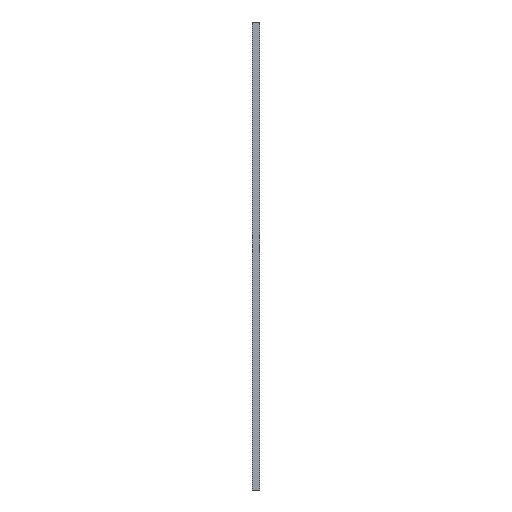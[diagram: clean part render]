
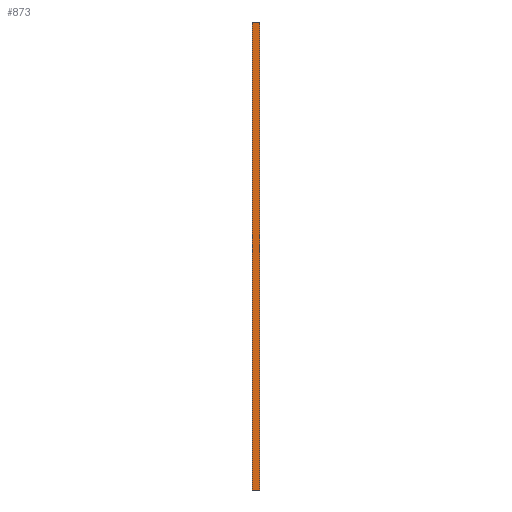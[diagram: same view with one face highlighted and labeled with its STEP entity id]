
A CAD part, left-side view. The second image highlights one B-rep face of the part: STEP entity #873.
In plain terms, the highlighted planar face has unit normal (-1, 0, 0).
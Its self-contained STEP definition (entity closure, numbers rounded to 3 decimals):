
#15 = VECTOR ( 'NONE', #813, 1000. ) ;
#21 = LINE ( 'NONE', #1153, #705 ) ;
#77 = ORIENTED_EDGE ( 'NONE', *, *, #936, .F. ) ;
#98 = DIRECTION ( 'NONE',  ( 0., -1., 0. ) ) ;
#99 = CARTESIAN_POINT ( 'NONE',  ( 0., 2., 0. ) ) ;
#110 = DIRECTION ( 'NONE',  ( 0., 0., 1. ) ) ;
#131 = VERTEX_POINT ( 'NONE', #167 ) ;
#167 = CARTESIAN_POINT ( 'NONE',  ( 0., 2., 121. ) ) ;
#176 = DIRECTION ( 'NONE',  ( 0., 0., -1. ) ) ;
#187 = ORIENTED_EDGE ( 'NONE', *, *, #1292, .T. ) ;
#197 = DIRECTION ( 'NONE',  ( 1., 0., 0. ) ) ;
#257 = CARTESIAN_POINT ( 'NONE',  ( 0., 0., 121. ) ) ;
#450 = VERTEX_POINT ( 'NONE', #257 ) ;
#560 = DIRECTION ( 'NONE',  ( 0., 0., 1. ) ) ;
#593 = CARTESIAN_POINT ( 'NONE',  ( 0., 2., 121. ) ) ;
#609 = VERTEX_POINT ( 'NONE', #99 ) ;
#619 = LINE ( 'NONE', #593, #942 ) ;
#671 = CARTESIAN_POINT ( 'NONE',  ( 0., 0., 0. ) ) ;
#705 = VECTOR ( 'NONE', #110, 1000. ) ;
#706 = LINE ( 'NONE', #1011, #15 ) ;
#708 = FACE_OUTER_BOUND ( 'NONE', #989, .T. ) ;
#735 = ORIENTED_EDGE ( 'NONE', *, *, #847, .F. ) ;
#779 = CARTESIAN_POINT ( 'NONE',  ( 0., 2., 0. ) ) ;
#813 = DIRECTION ( 'NONE',  ( 0., -1., 0. ) ) ;
#847 = EDGE_CURVE ( 'NONE', #609, #131, #872, .T. ) ;
#870 = VERTEX_POINT ( 'NONE', #671 ) ;
#872 = LINE ( 'NONE', #779, #990 ) ;
#873 = ADVANCED_FACE ( 'NONE', ( #708 ), #1020, .F. ) ;
#936 = EDGE_CURVE ( 'NONE', #131, #450, #619, .T. ) ;
#942 = VECTOR ( 'NONE', #98, 1000. ) ;
#989 = EDGE_LOOP ( 'NONE', ( #1288, #77, #735, #187 ) ) ;
#990 = VECTOR ( 'NONE', #560, 1000. ) ;
#1011 = CARTESIAN_POINT ( 'NONE',  ( 0., 2., 0. ) ) ;
#1020 = PLANE ( 'NONE',  #1116 ) ;
#1041 = EDGE_CURVE ( 'NONE', #870, #450, #21, .T. ) ;
#1116 = AXIS2_PLACEMENT_3D ( 'NONE', #1131, #197, #176 ) ;
#1131 = CARTESIAN_POINT ( 'NONE',  ( 0., 2., 0. ) ) ;
#1153 = CARTESIAN_POINT ( 'NONE',  ( 0., 0., 0. ) ) ;
#1288 = ORIENTED_EDGE ( 'NONE', *, *, #1041, .T. ) ;
#1292 = EDGE_CURVE ( 'NONE', #609, #870, #706, .T. ) ;
